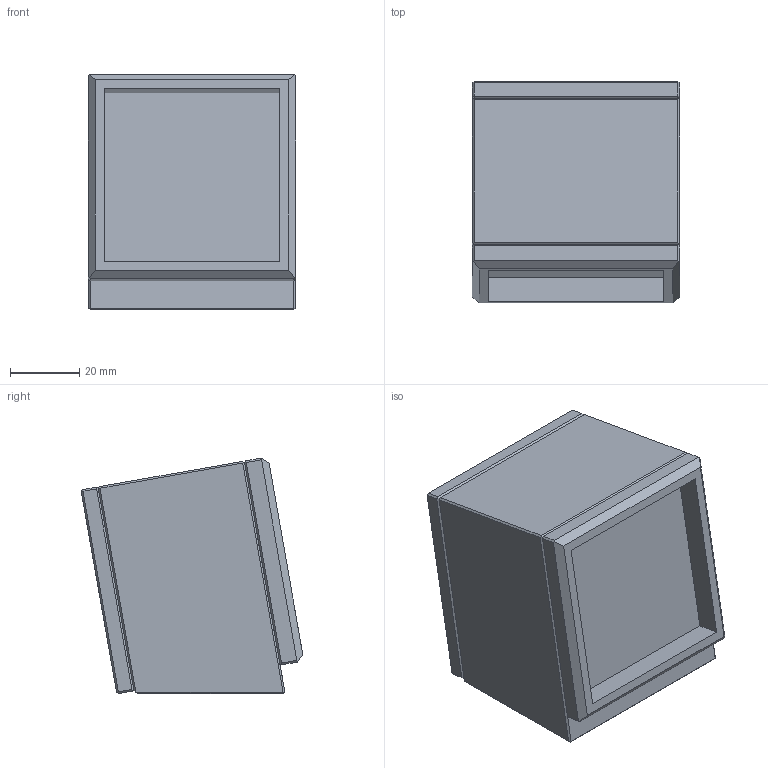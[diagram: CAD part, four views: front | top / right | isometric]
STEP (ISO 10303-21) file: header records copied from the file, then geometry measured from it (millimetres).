
FILE_DESCRIPTION(/* description */ (''),/* implementation_level */ '2;1');
FILE_NAME(/* name */ 'Album Art display mock up v7.step',/* time_stamp */ '2023-02-06T11:32:45-05:00',/* author */ (''),/* organization */ (''),/* preprocessor_version */ 'ST-DEVELOPER v19.2',/* originating_system */ 'Autodesk Translation Framework v11.17.0.187',/* authorisation */ '');
FILE_SCHEMA (('AUTOMOTIVE_DESIGN { 1 0 10303 214 3 1 1 }'));
Length unit declared in the file: millimetre
Products named in the file (1): Album Art display mock up
Bounding box: 60 x 64.15 x 68.29 mm (x, y, z)
Volume: 92535.2 mm3; surface area: 42748 mm2
Topology: 4 solids, 4 shells, 121 faces, 279 edges, 176 vertices
Faces by surface type: plane 97, cylinder 24
Full cylindrical faces by diameter (mm): 1.623 x4, 2 x12, 4.5 x4
Entity records: 3461 total; most frequent: CARTESIAN_POINT 577, DIRECTION 571, ORIENTED_EDGE 558, EDGE_CURVE 279, LINE 231, VECTOR 231, VERTEX_POINT 176, AXIS2_PLACEMENT_3D 170
